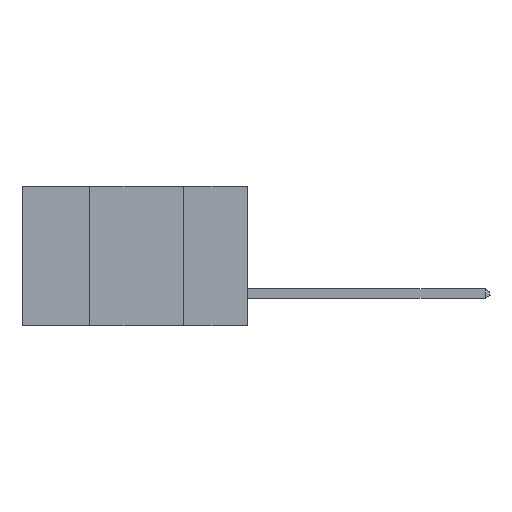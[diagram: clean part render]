
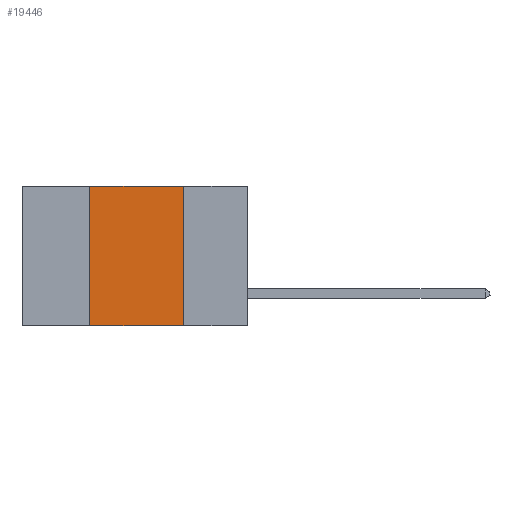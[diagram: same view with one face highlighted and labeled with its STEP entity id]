
A CAD part, left-side view. The second image highlights one B-rep face of the part: STEP entity #19446.
In plain terms, the highlighted planar face has unit normal (-1, 0, 0).
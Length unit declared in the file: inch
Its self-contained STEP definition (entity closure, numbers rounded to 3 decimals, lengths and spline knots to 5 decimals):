
#450 = EDGE_CURVE ( 'NONE', #19762, #5005, #13744, .T. ) ;
#1709 = CARTESIAN_POINT ( 'NONE',  ( 0., 0.6, -0.37 ) ) ;
#2823 = EDGE_LOOP ( 'NONE', ( #5725, #14361, #11959, #12399 ) ) ;
#3294 = EDGE_CURVE ( 'NONE', #7655, #5005, #5620, .T. ) ;
#3413 = CARTESIAN_POINT ( 'NONE',  ( 0., 0.17, 0. ) ) ;
#4854 = VECTOR ( 'NONE', #18970, 39.37008 ) ;
#5003 = VECTOR ( 'NONE', #20326, 39.37008 ) ;
#5005 = VERTEX_POINT ( 'NONE', #16143 ) ;
#5620 = LINE ( 'NONE', #1709, #7333 ) ;
#5725 = ORIENTED_EDGE ( 'NONE', *, *, #450, .F. ) ;
#6042 = EDGE_CURVE ( 'NONE', #7655, #12029, #9182, .T. ) ;
#7333 = VECTOR ( 'NONE', #12690, 39.37008 ) ;
#7655 = VERTEX_POINT ( 'NONE', #13409 ) ;
#8896 = CARTESIAN_POINT ( 'NONE',  ( 0., 0.6, 0. ) ) ;
#9182 = LINE ( 'NONE', #9371, #5003 ) ;
#9371 = CARTESIAN_POINT ( 'NONE',  ( 0., 0.42, 0. ) ) ;
#11959 = ORIENTED_EDGE ( 'NONE', *, *, #6042, .F. ) ;
#12029 = VERTEX_POINT ( 'NONE', #17700 ) ;
#12329 = PLANE ( 'NONE',  #20221 ) ;
#12399 = ORIENTED_EDGE ( 'NONE', *, *, #3294, .T. ) ;
#12468 = DIRECTION ( 'NONE',  ( 0., 0., -1. ) ) ;
#12690 = DIRECTION ( 'NONE',  ( 0., -1., 0. ) ) ;
#12951 = CARTESIAN_POINT ( 'NONE',  ( 0., 0.17, 0. ) ) ;
#13028 = VECTOR ( 'NONE', #19731, 39.37008 ) ;
#13409 = CARTESIAN_POINT ( 'NONE',  ( 0., 0.42, -0.37 ) ) ;
#13744 = LINE ( 'NONE', #3413, #4854 ) ;
#14361 = ORIENTED_EDGE ( 'NONE', *, *, #18811, .F. ) ;
#14519 = LINE ( 'NONE', #8896, #13028 ) ;
#15632 = DIRECTION ( 'NONE',  ( 1., 0., 0. ) ) ;
#16143 = CARTESIAN_POINT ( 'NONE',  ( 0., 0.17, -0.37 ) ) ;
#16450 = FACE_OUTER_BOUND ( 'NONE', #2823, .T. ) ;
#17700 = CARTESIAN_POINT ( 'NONE',  ( 0., 0.42, 0. ) ) ;
#18811 = EDGE_CURVE ( 'NONE', #12029, #19762, #14519, .T. ) ;
#18970 = DIRECTION ( 'NONE',  ( 0., 0., -1. ) ) ;
#19446 = ADVANCED_FACE ( 'NONE', ( #16450 ), #12329, .F. ) ;
#19731 = DIRECTION ( 'NONE',  ( 0., -1., 0. ) ) ;
#19762 = VERTEX_POINT ( 'NONE', #12951 ) ;
#20115 = CARTESIAN_POINT ( 'NONE',  ( 0., 0.6, 0. ) ) ;
#20221 = AXIS2_PLACEMENT_3D ( 'NONE', #20115, #15632, #12468 ) ;
#20326 = DIRECTION ( 'NONE',  ( 0., 0., 1. ) ) ;
